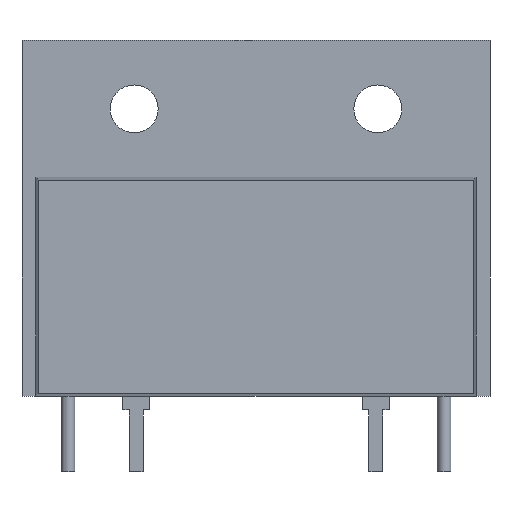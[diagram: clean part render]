
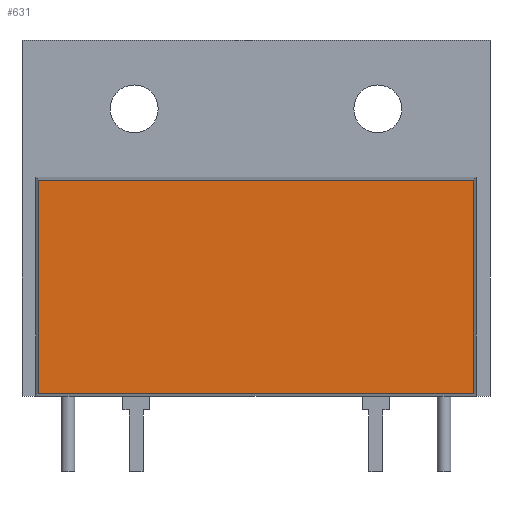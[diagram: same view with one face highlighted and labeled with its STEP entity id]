
A CAD part, front view. The second image highlights one B-rep face of the part: STEP entity #631.
In plain terms, the highlighted planar face has unit normal (0, -1, 0).
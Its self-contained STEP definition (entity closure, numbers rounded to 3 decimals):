
#41=LINE('',#932,#113);
#47=LINE('',#943,#119);
#48=LINE('',#946,#120);
#52=LINE('',#952,#124);
#113=VECTOR('',#768,31.8);
#119=VECTOR('',#776,15.6);
#120=VECTOR('',#779,15.6);
#124=VECTOR('',#785,31.8);
#187=PLANE('',#686);
#235=FACE_OUTER_BOUND('',#283,.T.);
#283=EDGE_LOOP('',(#505,#506,#507,#508));
#329=VERTEX_POINT('',#930);
#330=VERTEX_POINT('',#931);
#334=VERTEX_POINT('',#941);
#335=VERTEX_POINT('',#945);
#389=EDGE_CURVE('',#329,#330,#41,.T.);
#395=EDGE_CURVE('',#334,#329,#47,.T.);
#396=EDGE_CURVE('',#330,#335,#48,.T.);
#400=EDGE_CURVE('',#335,#334,#52,.T.);
#505=ORIENTED_EDGE('',*,*,#389,.F.);
#506=ORIENTED_EDGE('',*,*,#395,.F.);
#507=ORIENTED_EDGE('',*,*,#400,.F.);
#508=ORIENTED_EDGE('',*,*,#396,.F.);
#631=ADVANCED_FACE('',(#235),#187,.T.);
#686=AXIS2_PLACEMENT_3D('',#953,#786,#787);
#768=DIRECTION('',(-1.,0.,0.));
#776=DIRECTION('',(0.,0.,-1.));
#779=DIRECTION('',(0.,0.,1.));
#785=DIRECTION('',(1.,0.,0.));
#786=DIRECTION('center_axis',(0.,-1.,0.));
#787=DIRECTION('ref_axis',(0.,0.,-1.));
#930=CARTESIAN_POINT('',(15.9,-1.565,1.2));
#931=CARTESIAN_POINT('',(-15.9,-1.565,1.2));
#932=CARTESIAN_POINT('',(8.05,-1.565,1.2));
#941=CARTESIAN_POINT('',(15.9,-1.565,16.8));
#943=CARTESIAN_POINT('',(15.9,-1.565,1.));
#945=CARTESIAN_POINT('',(-15.9,-1.565,16.8));
#946=CARTESIAN_POINT('',(-15.9,-1.565,1.));
#952=CARTESIAN_POINT('',(8.05,-1.565,16.8));
#953=CARTESIAN_POINT('Origin',(16.1,-1.565,1.));
